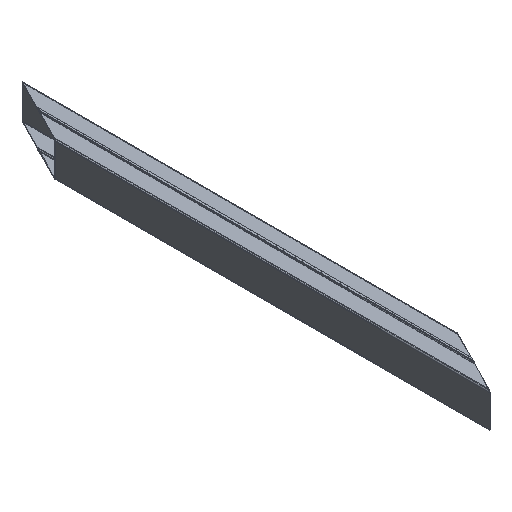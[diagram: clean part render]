
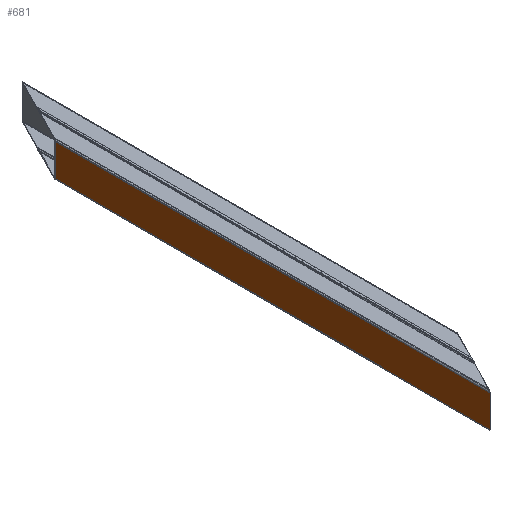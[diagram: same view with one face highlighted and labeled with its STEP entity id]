
A CAD part, isometric view. The second image highlights one B-rep face of the part: STEP entity #681.
In plain terms, the highlighted planar face has unit normal (-1, 0, 0).
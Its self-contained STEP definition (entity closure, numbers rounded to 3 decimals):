
#41=FACE_OUTER_BOUND('',#79,.T.);
#79=EDGE_LOOP('',(#541,#542,#543,#544));
#141=LINE('',#1011,#211);
#167=LINE('',#1104,#237);
#181=LINE('',#1150,#251);
#182=LINE('',#1152,#252);
#211=VECTOR('',#801,10.);
#237=VECTOR('',#869,10.);
#251=VECTOR('',#915,10.);
#252=VECTOR('',#918,10.);
#283=VERTEX_POINT('',#1008);
#284=VERTEX_POINT('',#1010);
#329=VERTEX_POINT('',#1101);
#330=VERTEX_POINT('',#1103);
#351=EDGE_CURVE('',#283,#284,#141,.T.);
#397=EDGE_CURVE('',#329,#330,#167,.T.);
#421=EDGE_CURVE('',#329,#284,#181,.T.);
#422=EDGE_CURVE('',#330,#283,#182,.T.);
#541=ORIENTED_EDGE('',*,*,#351,.F.);
#542=ORIENTED_EDGE('',*,*,#422,.F.);
#543=ORIENTED_EDGE('',*,*,#397,.F.);
#544=ORIENTED_EDGE('',*,*,#421,.T.);
#659=PLANE('',#763);
#681=ADVANCED_FACE('',(#41),#659,.F.);
#763=AXIS2_PLACEMENT_3D('',#1151,#916,#917);
#801=DIRECTION('',(0.,0.,1.));
#869=DIRECTION('',(0.,0.,-1.));
#915=DIRECTION('',(0.,1.,0.));
#916=DIRECTION('center_axis',(1.,0.,0.));
#917=DIRECTION('ref_axis',(0.,0.,-1.));
#918=DIRECTION('',(0.,1.,0.));
#1008=CARTESIAN_POINT('',(-38.1,1022.607,16.175));
#1010=CARTESIAN_POINT('',(-38.1,1022.607,86.375));
#1011=CARTESIAN_POINT('',(-38.1,1022.607,43.187));
#1101=CARTESIAN_POINT('',(-38.1,71.486,86.375));
#1103=CARTESIAN_POINT('',(-38.1,71.486,16.175));
#1104=CARTESIAN_POINT('',(-38.1,71.486,43.188));
#1150=CARTESIAN_POINT('',(-38.1,0.,86.375));
#1151=CARTESIAN_POINT('Origin',(-38.1,0.,86.375));
#1152=CARTESIAN_POINT('',(-38.1,0.,16.175));
